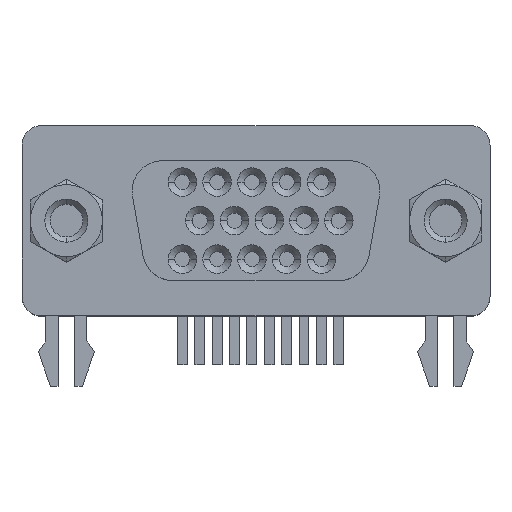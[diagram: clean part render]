
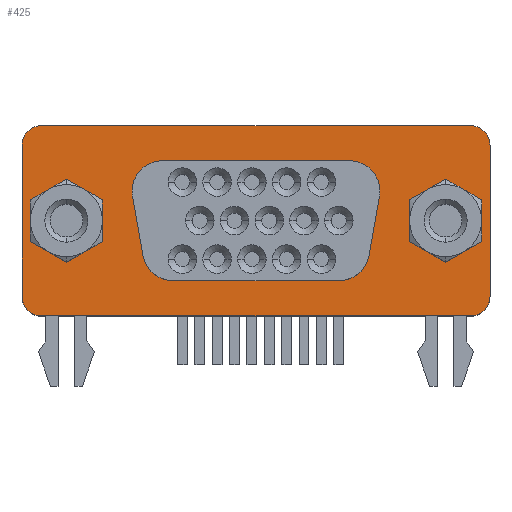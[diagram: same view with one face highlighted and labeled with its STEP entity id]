
A CAD part, top view. The second image highlights one B-rep face of the part: STEP entity #425.
In plain terms, the highlighted planar face has unit normal (0, 0, 1).
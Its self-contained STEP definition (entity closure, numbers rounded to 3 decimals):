
#425=ADVANCED_FACE('',(#1056,#1057,#1058,#1059),#1060,.T.);
#1056=FACE_BOUND('',#1929,.T.);
#1057=FACE_BOUND('',#1930,.T.);
#1058=FACE_OUTER_BOUND('',#1931,.T.);
#1059=FACE_BOUND('',#1932,.T.);
#1060=PLANE('',#1933);
#1929=EDGE_LOOP('',(#3108,#3109,#3110,#3111,#3112,#3113));
#1930=EDGE_LOOP('',(#3114,#3115,#3116,#3117,#3118,#3119,#3120,#3121,#3122,#3123));
#1931=EDGE_LOOP('',(#3124,#3125,#3126,#3127,#3128,#3129,#3130,#3131));
#1932=EDGE_LOOP('',(#3132,#3133,#3134,#3135,#3136,#3137));
#1933=AXIS2_PLACEMENT_3D('',#3138,#3139,#3140);
#3108=ORIENTED_EDGE('',*,*,#5240,.T.);
#3109=ORIENTED_EDGE('',*,*,#5241,.T.);
#3110=ORIENTED_EDGE('',*,*,#5242,.T.);
#3111=ORIENTED_EDGE('',*,*,#5243,.T.);
#3112=ORIENTED_EDGE('',*,*,#5244,.T.);
#3113=ORIENTED_EDGE('',*,*,#5245,.T.);
#3114=ORIENTED_EDGE('',*,*,#5246,.T.);
#3115=ORIENTED_EDGE('',*,*,#5247,.T.);
#3116=ORIENTED_EDGE('',*,*,#5248,.T.);
#3117=ORIENTED_EDGE('',*,*,#4998,.T.);
#3118=ORIENTED_EDGE('',*,*,#5249,.T.);
#3119=ORIENTED_EDGE('',*,*,#4991,.T.);
#3120=ORIENTED_EDGE('',*,*,#5250,.T.);
#3121=ORIENTED_EDGE('',*,*,#5251,.T.);
#3122=ORIENTED_EDGE('',*,*,#5252,.T.);
#3123=ORIENTED_EDGE('',*,*,#5253,.T.);
#3124=ORIENTED_EDGE('',*,*,#5254,.F.);
#3125=ORIENTED_EDGE('',*,*,#5255,.F.);
#3126=ORIENTED_EDGE('',*,*,#5256,.F.);
#3127=ORIENTED_EDGE('',*,*,#5257,.F.);
#3128=ORIENTED_EDGE('',*,*,#5258,.F.);
#3129=ORIENTED_EDGE('',*,*,#5259,.F.);
#3130=ORIENTED_EDGE('',*,*,#5260,.F.);
#3131=ORIENTED_EDGE('',*,*,#5261,.F.);
#3132=ORIENTED_EDGE('',*,*,#5232,.T.);
#3133=ORIENTED_EDGE('',*,*,#5235,.T.);
#3134=ORIENTED_EDGE('',*,*,#5222,.T.);
#3135=ORIENTED_EDGE('',*,*,#5226,.T.);
#3136=ORIENTED_EDGE('',*,*,#5229,.T.);
#3137=ORIENTED_EDGE('',*,*,#5237,.T.);
#3138=CARTESIAN_POINT('',(0.,0.,0.0));
#3139=DIRECTION('',(0.0,0.0,1.0));
#3140=DIRECTION('',(1.0,0.0,0.0));
#4991=EDGE_CURVE('',#5910,#5907,#5911,.T.);
#4998=EDGE_CURVE('',#5917,#5921,#5923,.T.);
#5222=EDGE_CURVE('',#6282,#6280,#6283,.T.);
#5226=EDGE_CURVE('',#6280,#6286,#6288,.T.);
#5229=EDGE_CURVE('',#6286,#6290,#6292,.T.);
#5232=EDGE_CURVE('',#6296,#6294,#6297,.T.);
#5235=EDGE_CURVE('',#6294,#6282,#6300,.T.);
#5237=EDGE_CURVE('',#6290,#6296,#6302,.T.);
#5240=EDGE_CURVE('',#6305,#6306,#6307,.T.);
#5241=EDGE_CURVE('',#6306,#6308,#6309,.T.);
#5242=EDGE_CURVE('',#6308,#6310,#6311,.T.);
#5243=EDGE_CURVE('',#6310,#6312,#6313,.T.);
#5244=EDGE_CURVE('',#6312,#6314,#6315,.T.);
#5245=EDGE_CURVE('',#6314,#6305,#6316,.T.);
#5246=EDGE_CURVE('',#6317,#6318,#6319,.T.);
#5247=EDGE_CURVE('',#6318,#6320,#6321,.T.);
#5248=EDGE_CURVE('',#6320,#5917,#6322,.T.);
#5249=EDGE_CURVE('',#5921,#5910,#6323,.T.);
#5250=EDGE_CURVE('',#5907,#6324,#6325,.T.);
#5251=EDGE_CURVE('',#6324,#6326,#6327,.T.);
#5252=EDGE_CURVE('',#6326,#6328,#6329,.T.);
#5253=EDGE_CURVE('',#6328,#6317,#6330,.T.);
#5254=EDGE_CURVE('',#6331,#6332,#6333,.T.);
#5255=EDGE_CURVE('',#6334,#6331,#6335,.T.);
#5256=EDGE_CURVE('',#6336,#6334,#6337,.T.);
#5257=EDGE_CURVE('',#6338,#6336,#6339,.T.);
#5258=EDGE_CURVE('',#6340,#6338,#6341,.T.);
#5259=EDGE_CURVE('',#6342,#6340,#6343,.T.);
#5260=EDGE_CURVE('',#6344,#6342,#6345,.T.);
#5261=EDGE_CURVE('',#6332,#6344,#6346,.T.);
#5907=VERTEX_POINT('',#7234);
#5910=VERTEX_POINT('',#7238);
#5911=CIRCLE('',#7239,2.0);
#5917=VERTEX_POINT('',#7246);
#5921=VERTEX_POINT('',#7251);
#5923=CIRCLE('',#7254,2.0);
#6280=VERTEX_POINT('',#7845);
#6282=VERTEX_POINT('',#7848);
#6283=LINE('',#7849,#7850);
#6286=VERTEX_POINT('',#7854);
#6288=LINE('',#7857,#7858);
#6290=VERTEX_POINT('',#7860);
#6292=LINE('',#7863,#7864);
#6294=VERTEX_POINT('',#7866);
#6296=VERTEX_POINT('',#7869);
#6297=LINE('',#7870,#7871);
#6300=LINE('',#7875,#7876);
#6302=LINE('',#7878,#7879);
#6305=VERTEX_POINT('',#7882);
#6306=VERTEX_POINT('',#7883);
#6307=LINE('',#7884,#7885);
#6308=VERTEX_POINT('',#7886);
#6309=LINE('',#7887,#7888);
#6310=VERTEX_POINT('',#7889);
#6311=LINE('',#7890,#7891);
#6312=VERTEX_POINT('',#7892);
#6313=LINE('',#7893,#7894);
#6314=VERTEX_POINT('',#7895);
#6315=LINE('',#7896,#7897);
#6316=LINE('',#7898,#7899);
#6317=VERTEX_POINT('',#7900);
#6318=VERTEX_POINT('',#7901);
#6319=CIRCLE('',#7902,2.0);
#6320=VERTEX_POINT('',#7903);
#6321=LINE('',#7904,#7905);
#6322=CIRCLE('',#7906,2.0);
#6323=LINE('',#7907,#7908);
#6324=VERTEX_POINT('',#7909);
#6325=CIRCLE('',#7910,2.0);
#6326=VERTEX_POINT('',#7911);
#6327=LINE('',#7912,#7913);
#6328=VERTEX_POINT('',#7914);
#6329=CIRCLE('',#7915,2.0);
#6330=LINE('',#7916,#7917);
#6331=VERTEX_POINT('',#7918);
#6332=VERTEX_POINT('',#7919);
#6333=CIRCLE('',#7920,1.3);
#6334=VERTEX_POINT('',#7921);
#6335=LINE('',#7922,#7923);
#6336=VERTEX_POINT('',#7924);
#6337=CIRCLE('',#7925,1.3);
#6338=VERTEX_POINT('',#7926);
#6339=LINE('',#7927,#7928);
#6340=VERTEX_POINT('',#7929);
#6341=CIRCLE('',#7930,1.3);
#6342=VERTEX_POINT('',#7931);
#6343=LINE('',#7932,#7933);
#6344=VERTEX_POINT('',#7934);
#6345=CIRCLE('',#7935,1.3);
#6346=LINE('',#7936,#7937);
#7234=CARTESIAN_POINT('',(8.165,1.95,0.0));
#7238=CARTESIAN_POINT('',(6.165,3.95,0.0));
#7239=AXIS2_PLACEMENT_3D('',#9303,#9304,#9305);
#7246=CARTESIAN_POINT('',(-8.165,1.95,0.0));
#7251=CARTESIAN_POINT('',(-6.165,3.95,0.0));
#7254=AXIS2_PLACEMENT_3D('',#9315,#9316,#9317);
#7845=CARTESIAN_POINT('',(12.495,2.742,0.));
#7848=CARTESIAN_POINT('',(10.12,1.371,0.));
#7849=CARTESIAN_POINT('',(6.622,-0.648,0.0));
#7850=VECTOR('',#9618,1.0);
#7854=CARTESIAN_POINT('',(14.87,1.371,0.));
#7857=CARTESIAN_POINT('',(8.997,4.762,0.0));
#7858=VECTOR('',#9621,1.0);
#7860=CARTESIAN_POINT('',(14.87,-1.371,0.));
#7863=CARTESIAN_POINT('',(14.87,0.,0.0));
#7864=VECTOR('',#9623,1.0);
#7866=CARTESIAN_POINT('',(10.12,-1.371,0.));
#7869=CARTESIAN_POINT('',(12.495,-2.742,0.));
#7870=CARTESIAN_POINT('',(6.622,0.648,0.0));
#7871=VECTOR('',#9625,1.0);
#7875=CARTESIAN_POINT('',(10.12,0.,0.0));
#7876=VECTOR('',#9627,1.0);
#7878=CARTESIAN_POINT('',(8.997,-4.762,0.0));
#7879=VECTOR('',#9628,1.0);
#7882=CARTESIAN_POINT('',(-12.495,-2.742,0.));
#7883=CARTESIAN_POINT('',(-14.87,-1.371,0.));
#7884=CARTESIAN_POINT('',(-8.997,-4.762,0.0));
#7885=VECTOR('',#9629,1.0);
#7886=CARTESIAN_POINT('',(-14.87,1.371,0.));
#7887=CARTESIAN_POINT('',(-14.87,0.,0.0));
#7888=VECTOR('',#9630,1.0);
#7889=CARTESIAN_POINT('',(-12.495,2.742,0.));
#7890=CARTESIAN_POINT('',(-8.997,4.762,0.0));
#7891=VECTOR('',#9631,1.0);
#7892=CARTESIAN_POINT('',(-10.12,1.371,0.));
#7893=CARTESIAN_POINT('',(-6.622,-0.648,0.0));
#7894=VECTOR('',#9632,1.0);
#7895=CARTESIAN_POINT('',(-10.12,-1.371,0.));
#7896=CARTESIAN_POINT('',(-10.12,0.,0.0));
#7897=VECTOR('',#9633,1.0);
#7898=CARTESIAN_POINT('',(-6.622,0.648,0.0));
#7899=VECTOR('',#9634,1.0);
#7900=CARTESIAN_POINT('',(-5.477,-3.95,0.0));
#7901=CARTESIAN_POINT('',(-7.447,-2.297,0.0));
#7902=AXIS2_PLACEMENT_3D('',#9635,#9636,#9637);
#7903=CARTESIAN_POINT('',(-8.135,1.603,0.0));
#7904=CARTESIAN_POINT('',(-7.703,-0.845,0.0));
#7905=VECTOR('',#9638,1.0);
#7906=AXIS2_PLACEMENT_3D('',#9639,#9640,#9641);
#7907=CARTESIAN_POINT('',(0.,3.95,0.0));
#7908=VECTOR('',#9642,1.0);
#7909=CARTESIAN_POINT('',(8.135,1.603,0.0));
#7910=AXIS2_PLACEMENT_3D('',#9643,#9644,#9645);
#7911=CARTESIAN_POINT('',(7.447,-2.297,0.0));
#7912=CARTESIAN_POINT('',(7.703,-0.845,0.0));
#7913=VECTOR('',#9646,1.0);
#7914=CARTESIAN_POINT('',(5.477,-3.95,0.0));
#7915=AXIS2_PLACEMENT_3D('',#9647,#9648,#9649);
#7916=CARTESIAN_POINT('',(0.,-3.95,0.0));
#7917=VECTOR('',#9650,1.0);
#7918=CARTESIAN_POINT('',(-14.12,-6.275,0.0));
#7919=CARTESIAN_POINT('',(-15.42,-4.975,0.0));
#7920=AXIS2_PLACEMENT_3D('',#9651,#9652,#9653);
#7921=CARTESIAN_POINT('',(14.12,-6.275,0.0));
#7922=CARTESIAN_POINT('',(-14.12,-6.275,0.0));
#7923=VECTOR('',#9654,1.0);
#7924=CARTESIAN_POINT('',(15.42,-4.975,0.0));
#7925=AXIS2_PLACEMENT_3D('',#9655,#9656,#9657);
#7926=CARTESIAN_POINT('',(15.42,4.975,0.0));
#7927=CARTESIAN_POINT('',(15.42,-4.975,0.0));
#7928=VECTOR('',#9658,1.0);
#7929=CARTESIAN_POINT('',(14.12,6.275,0.0));
#7930=AXIS2_PLACEMENT_3D('',#9659,#9660,#9661);
#7931=CARTESIAN_POINT('',(-14.12,6.275,0.0));
#7932=CARTESIAN_POINT('',(14.12,6.275,0.0));
#7933=VECTOR('',#9662,1.0);
#7934=CARTESIAN_POINT('',(-15.42,4.975,0.0));
#7935=AXIS2_PLACEMENT_3D('',#9663,#9664,#9665);
#7936=CARTESIAN_POINT('',(-15.42,4.975,0.0));
#7937=VECTOR('',#9666,1.0);
#9303=CARTESIAN_POINT('',(6.165,1.95,0.0));
#9304=DIRECTION('',(0.0,0.0,-1.0));
#9305=DIRECTION('',(1.0,0.0,0.0));
#9315=CARTESIAN_POINT('',(-6.165,1.95,0.0));
#9316=DIRECTION('',(0.0,0.0,-1.0));
#9317=DIRECTION('',(1.0,0.0,0.0));
#9618=DIRECTION('',(0.866,0.5,-0.0));
#9621=DIRECTION('',(0.866,-0.5,0.0));
#9623=DIRECTION('',(0.,-1.0,0.0));
#9625=DIRECTION('',(-0.866,0.5,0.0));
#9627=DIRECTION('',(0.,1.0,-0.0));
#9628=DIRECTION('',(-0.866,-0.5,0.0));
#9629=DIRECTION('',(-0.866,0.5,0.0));
#9630=DIRECTION('',(0.,1.0,-0.0));
#9631=DIRECTION('',(0.866,0.5,-0.0));
#9632=DIRECTION('',(0.866,-0.5,0.0));
#9633=DIRECTION('',(0.,-1.0,0.0));
#9634=DIRECTION('',(-0.866,-0.5,0.0));
#9635=CARTESIAN_POINT('',(-5.477,-1.95,0.0));
#9636=DIRECTION('',(0.0,0.0,-1.0));
#9637=DIRECTION('',(1.0,0.0,0.0));
#9638=DIRECTION('',(-0.174,0.985,0.0));
#9639=CARTESIAN_POINT('',(-6.165,1.95,0.0));
#9640=DIRECTION('',(0.0,0.0,-1.0));
#9641=DIRECTION('',(1.0,0.0,0.0));
#9642=DIRECTION('',(1.0,0.0,0.0));
#9643=CARTESIAN_POINT('',(6.165,1.95,0.0));
#9644=DIRECTION('',(0.0,0.0,-1.0));
#9645=DIRECTION('',(1.0,0.0,0.0));
#9646=DIRECTION('',(-0.174,-0.985,0.0));
#9647=CARTESIAN_POINT('',(5.477,-1.95,0.0));
#9648=DIRECTION('',(0.0,0.0,-1.0));
#9649=DIRECTION('',(1.0,0.0,0.0));
#9650=DIRECTION('',(-1.0,0.0,0.0));
#9651=CARTESIAN_POINT('',(-14.12,-4.975,0.0));
#9652=DIRECTION('',(0.0,0.0,-1.0));
#9653=DIRECTION('',(1.0,0.0,0.0));
#9654=DIRECTION('',(-1.0,-0.0,-0.0));
#9655=CARTESIAN_POINT('',(14.12,-4.975,0.0));
#9656=DIRECTION('',(0.0,0.0,-1.0));
#9657=DIRECTION('',(1.0,0.0,0.0));
#9658=DIRECTION('',(-0.0,-1.0,-0.0));
#9659=CARTESIAN_POINT('',(14.12,4.975,0.0));
#9660=DIRECTION('',(0.0,0.0,-1.0));
#9661=DIRECTION('',(1.0,0.0,0.0));
#9662=DIRECTION('',(1.0,0.,0.0));
#9663=CARTESIAN_POINT('',(-14.12,4.975,0.0));
#9664=DIRECTION('',(0.0,0.0,-1.0));
#9665=DIRECTION('',(1.0,0.0,0.0));
#9666=DIRECTION('',(0.0,1.0,0.0));
